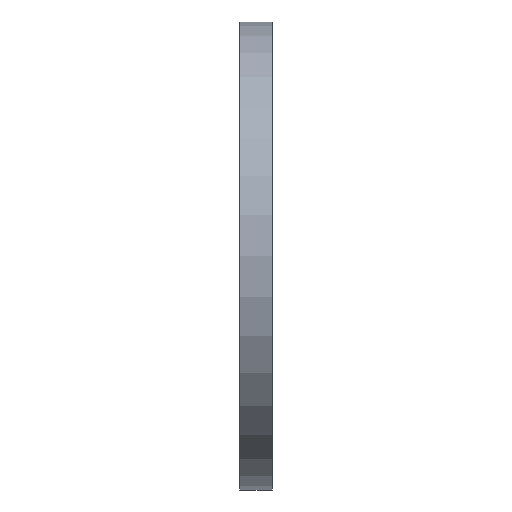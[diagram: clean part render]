
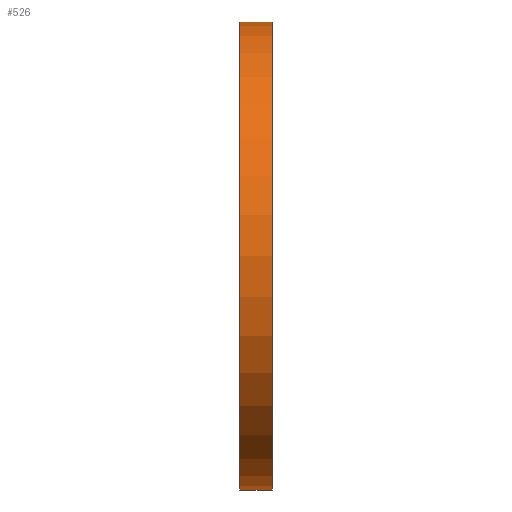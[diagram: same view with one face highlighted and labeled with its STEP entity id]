
A CAD part, front view. The second image highlights one B-rep face of the part: STEP entity #526.
In plain terms, the highlighted cylindrical face has radius 603.25 mm (diameter 1206.5 mm), a partial arc.
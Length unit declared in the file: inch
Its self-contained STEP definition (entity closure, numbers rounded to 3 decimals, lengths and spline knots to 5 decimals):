
#103 = VERTEX_POINT ( 'NONE', #1189 ) ;
#215 = DIRECTION ( 'NONE',  ( 0., 0., 1. ) ) ;
#219 = EDGE_CURVE ( 'NONE', #553, #103, #458, .T. ) ;
#263 = DIRECTION ( 'NONE',  ( 0., 0., 1. ) ) ;
#340 = CARTESIAN_POINT ( 'NONE',  ( 0.0625, 0., -23.75 ) ) ;
#369 = CARTESIAN_POINT ( 'NONE',  ( 0., 0., -23.75 ) ) ;
#400 = ORIENTED_EDGE ( 'NONE', *, *, #808, .F. ) ;
#436 = VECTOR ( 'NONE', #456, 39.37008 ) ;
#456 = DIRECTION ( 'NONE',  ( -1., 0., 0. ) ) ;
#457 = DIRECTION ( 'NONE',  ( -1., 0., 0. ) ) ;
#458 = CIRCLE ( 'NONE', #567, 23.75 ) ;
#522 = ORIENTED_EDGE ( 'NONE', *, *, #655, .F. ) ;
#526 = ADVANCED_FACE ( 'NONE', ( #1216 ), #1418, .T. ) ;
#551 = CARTESIAN_POINT ( 'NONE',  ( 3.3125, 0., -23.75 ) ) ;
#553 = VERTEX_POINT ( 'NONE', #551 ) ;
#567 = AXIS2_PLACEMENT_3D ( 'NONE', #1480, #457, #819 ) ;
#589 = EDGE_LOOP ( 'NONE', ( #400, #1127, #1214, #522 ) ) ;
#647 = LINE ( 'NONE', #369, #705 ) ;
#655 = EDGE_CURVE ( 'NONE', #1111, #752, #869, .T. ) ;
#679 = AXIS2_PLACEMENT_3D ( 'NONE', #1166, #934, #263 ) ;
#704 = LINE ( 'NONE', #867, #436 ) ;
#705 = VECTOR ( 'NONE', #1404, 39.37008 ) ;
#718 = DIRECTION ( 'NONE',  ( -1., 0., 0. ) ) ;
#752 = VERTEX_POINT ( 'NONE', #864 ) ;
#808 = EDGE_CURVE ( 'NONE', #553, #1111, #647, .T. ) ;
#819 = DIRECTION ( 'NONE',  ( 0., 0., 1. ) ) ;
#864 = CARTESIAN_POINT ( 'NONE',  ( 0.0625, 0., 23.75 ) ) ;
#867 = CARTESIAN_POINT ( 'NONE',  ( 0., 0., 23.75 ) ) ;
#869 = CIRCLE ( 'NONE', #1036, 23.75 ) ;
#934 = DIRECTION ( 'NONE',  ( -1., 0., 0. ) ) ;
#1036 = AXIS2_PLACEMENT_3D ( 'NONE', #1486, #718, #215 ) ;
#1111 = VERTEX_POINT ( 'NONE', #340 ) ;
#1127 = ORIENTED_EDGE ( 'NONE', *, *, #219, .T. ) ;
#1166 = CARTESIAN_POINT ( 'NONE',  ( 0., 0., 0. ) ) ;
#1189 = CARTESIAN_POINT ( 'NONE',  ( 3.3125, 0., 23.75 ) ) ;
#1214 = ORIENTED_EDGE ( 'NONE', *, *, #1427, .T. ) ;
#1216 = FACE_OUTER_BOUND ( 'NONE', #589, .T. ) ;
#1404 = DIRECTION ( 'NONE',  ( -1., 0., 0. ) ) ;
#1418 = CYLINDRICAL_SURFACE ( 'NONE', #679, 23.75 ) ;
#1427 = EDGE_CURVE ( 'NONE', #103, #752, #704, .T. ) ;
#1480 = CARTESIAN_POINT ( 'NONE',  ( 3.3125, 0., 0. ) ) ;
#1486 = CARTESIAN_POINT ( 'NONE',  ( 0.0625, 0., 0. ) ) ;
